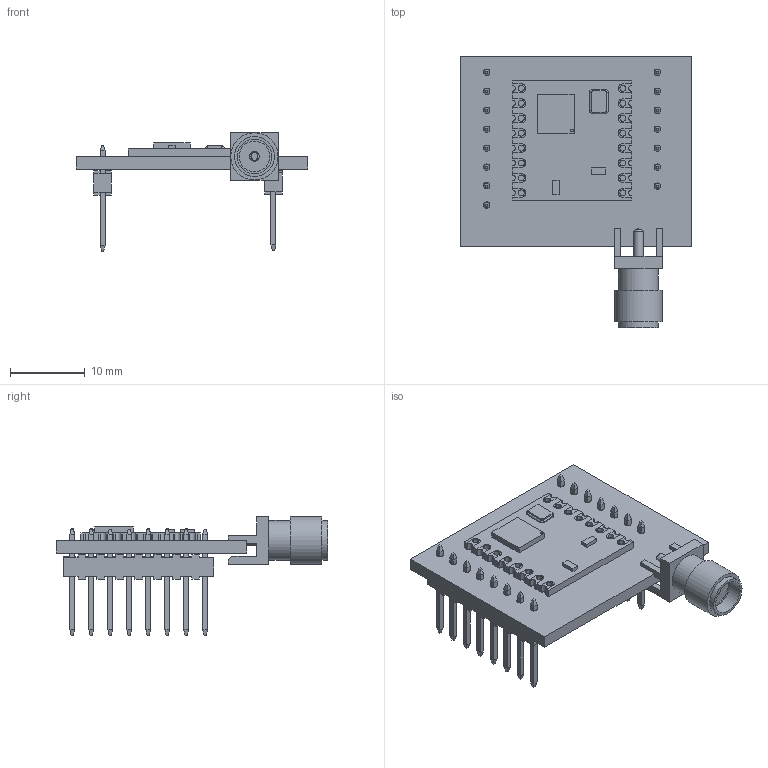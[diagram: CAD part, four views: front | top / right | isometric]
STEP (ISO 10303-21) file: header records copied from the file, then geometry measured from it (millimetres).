
FILE_DESCRIPTION(('Open CASCADE Model'),'2;1');
FILE_NAME('Open CASCADE Shape Model','2021-09-01T17:58:43',('Author'),( 'Open CASCADE'),'Open CASCADE STEP processor 6.8','Open CASCADE 6.8' ,'Unknown');
FILE_SCHEMA(('AUTOMOTIVE_DESIGN { 1 0 10303 214 1 1 1 1 }'));
Length unit declared in the file: millimetre
Products named in the file (15): PCB; Board; Open CASCADE STEP translator 6.8 1.1.1; ANT; SMA-J-P-H-ST-EM1; RFM95W; 7262812528; J2; 022102081; Open CASCADE STEP translator 6.8 1.4.1.1; Open CASCADE STEP translator 6.8 1.4.1.2; J1; 022102071; Open CASCADE STEP translator 6.8 1.5.1.1; Open CASCADE STEP translator 6.8 1.5.1.2
Assembly tree (14 placements, depth 4):
  PCB
    Board
      Open CASCADE STEP translator 6.8 1.1.1
    ANT
      SMA-J-P-H-ST-EM1
    RFM95W
      7262812528
    J2
      022102081
        Open CASCADE STEP translator 6.8 1.4.1.1
        Open CASCADE STEP translator 6.8 1.4.1.2
    J1
      022102071
        Open CASCADE STEP translator 6.8 1.5.1.1
        Open CASCADE STEP translator 6.8 1.5.1.2
Bounding box: 31 x 36.32 x 15.88 mm (x, y, z)
Volume: 2172.7 mm3; surface area: 3979.4 mm2
Topology: 26 solids, 26 shells, 741 faces, 1841 edges, 1222 vertices
Faces by surface type: plane 610, cylinder 126, revolution 3, cone 1, torus 1
Full cylindrical faces by diameter (mm): 0.85 x16, 1.27 x2, 4.1 x1, 4.25 x1, 4.63 x1, 5.35 x2, 6.33 x1
Entity records: 22483 total; most frequent: CARTESIAN_POINT 3849, DIRECTION 3625, ORIENTED_EDGE 3622, EDGE_CURVE 1811, LINE 1548, VECTOR 1548, VERTEX_POINT 1162, AXIS2_PLACEMENT_3D 1037
